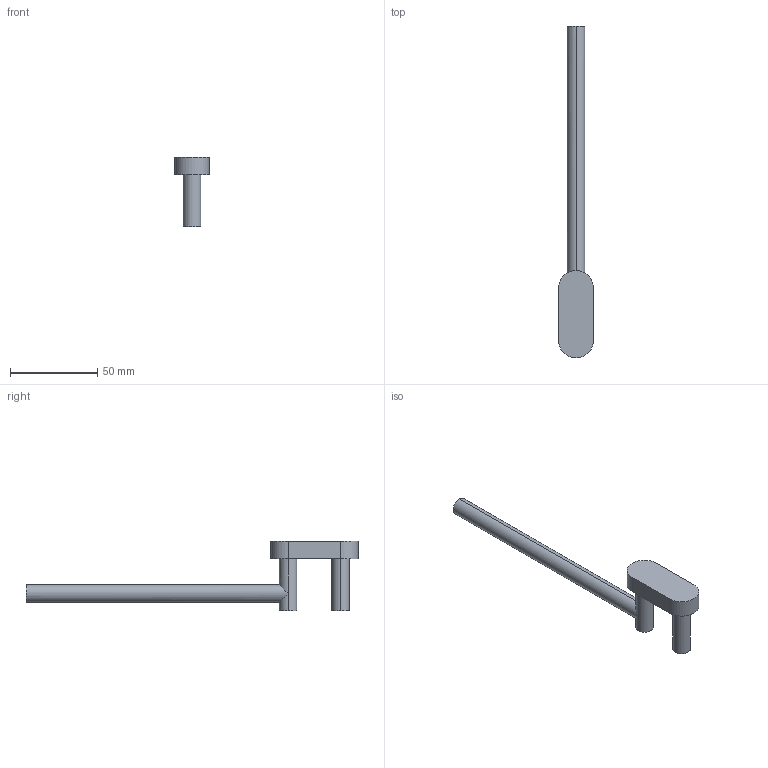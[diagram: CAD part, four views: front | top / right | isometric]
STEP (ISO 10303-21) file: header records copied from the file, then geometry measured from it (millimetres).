
FILE_DESCRIPTION (( 'STEP AP203' ), '1' );
FILE_NAME ('Piston_5.STEP', '2025-06-15T07:49:46', ( '' ), ( '' ), 'SwSTEP 2.0', 'SolidWorks 2024', '' );
FILE_SCHEMA (( 'CONFIG_CONTROL_DESIGN' ));
Length unit declared in the file: millimetre
Products named in the file (2): Piston 5^Assemblage1; Piston_5
Assembly tree (1 placements, depth 2):
  Piston_5
    Piston 5^Assemblage1
Bounding box: 20 x 190 x 40 mm (x, y, z)
Volume: 25301.6 mm3; surface area: 9532.5 mm2
Topology: 1 solids, 1 shells, 16 faces, 34 edges, 22 vertices
Faces by surface type: cylinder 9, plane 7
Entity records: 632 total; most frequent: CARTESIAN_POINT 88, DIRECTION 84, ORIENTED_EDGE 68, EDGE_CURVE 34, AXIS2_PLACEMENT_3D 34, VERTEX_POINT 22, EDGE_LOOP 18, PERSON_AND_ORGANIZATION 17
